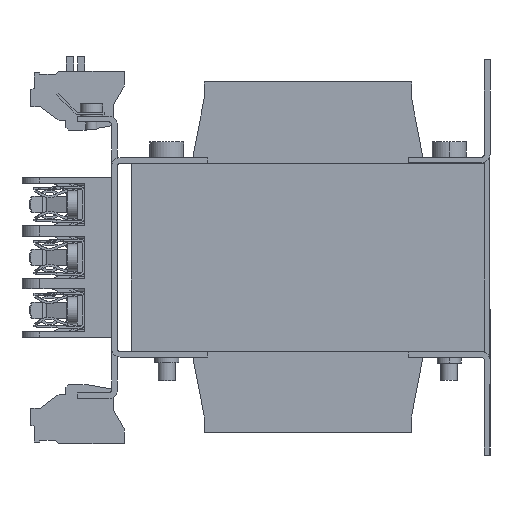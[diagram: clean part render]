
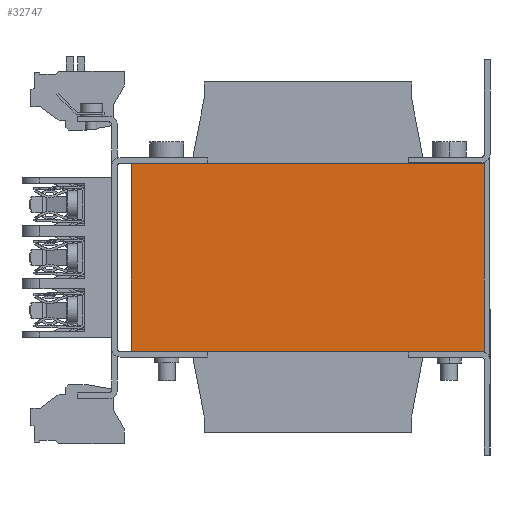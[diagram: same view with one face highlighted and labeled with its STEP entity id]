
A CAD part, left-side view. The second image highlights one B-rep face of the part: STEP entity #32747.
In plain terms, the highlighted planar face has unit normal (-1, 0, 0).
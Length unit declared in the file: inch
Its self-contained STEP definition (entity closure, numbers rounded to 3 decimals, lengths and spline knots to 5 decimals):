
#542 = CARTESIAN_POINT ( 'NONE',  ( -2.95276, 0., 1.30906 ) ) ;
#639 = ORIENTED_EDGE ( 'NONE', *, *, #31957, .T. ) ;
#2487 = LINE ( 'NONE', #53353, #48544 ) ;
#3931 = VERTEX_POINT ( 'NONE', #15501 ) ;
#3941 = CARTESIAN_POINT ( 'NONE',  ( -2.95276, 2.46067, -1.30906 ) ) ;
#4227 = AXIS2_PLACEMENT_3D ( 'NONE', #542, #16943, #34443 ) ;
#6658 = VECTOR ( 'NONE', #16611, 39.37008 ) ;
#7655 = CARTESIAN_POINT ( 'NONE',  ( -2.95276, 0., 1.30906 ) ) ;
#8346 = FACE_OUTER_BOUND ( 'NONE', #40654, .T. ) ;
#8764 = VECTOR ( 'NONE', #48025, 39.37008 ) ;
#11355 = LINE ( 'NONE', #32736, #6658 ) ;
#15501 = CARTESIAN_POINT ( 'NONE',  ( -2.95276, -2.46063, 1.30906 ) ) ;
#15706 = DIRECTION ( 'NONE',  ( 0., -1., 0. ) ) ;
#16611 = DIRECTION ( 'NONE',  ( 0., -1., 0. ) ) ;
#16943 = DIRECTION ( 'NONE',  ( 1., 0., 0. ) ) ;
#18874 = EDGE_CURVE ( 'NONE', #52837, #3931, #19863, .T. ) ;
#19863 = LINE ( 'NONE', #7655, #49716 ) ;
#22775 = CARTESIAN_POINT ( 'NONE',  ( -2.95276, 2.46067, 1.30906 ) ) ;
#24291 = ORIENTED_EDGE ( 'NONE', *, *, #34895, .T. ) ;
#24765 = ORIENTED_EDGE ( 'NONE', *, *, #18874, .F. ) ;
#31957 = EDGE_CURVE ( 'NONE', #38049, #3931, #2487, .T. ) ;
#32483 = DIRECTION ( 'NONE',  ( 0., 0., 1. ) ) ;
#32736 = CARTESIAN_POINT ( 'NONE',  ( -2.95276, 0., -1.30906 ) ) ;
#32747 = ADVANCED_FACE ( 'NONE', ( #8346 ), #42789, .F. ) ;
#34443 = DIRECTION ( 'NONE',  ( 0., 0., -1. ) ) ;
#34895 = EDGE_CURVE ( 'NONE', #50095, #38049, #11355, .T. ) ;
#34989 = ORIENTED_EDGE ( 'NONE', *, *, #50733, .F. ) ;
#38049 = VERTEX_POINT ( 'NONE', #46895 ) ;
#40654 = EDGE_LOOP ( 'NONE', ( #639, #24765, #34989, #24291 ) ) ;
#42789 = PLANE ( 'NONE',  #4227 ) ;
#43038 = CARTESIAN_POINT ( 'NONE',  ( -2.95276, 2.46067, 1.30906 ) ) ;
#44139 = LINE ( 'NONE', #43038, #8764 ) ;
#46895 = CARTESIAN_POINT ( 'NONE',  ( -2.95276, -2.46063, -1.30906 ) ) ;
#48025 = DIRECTION ( 'NONE',  ( 0., 0., 1. ) ) ;
#48544 = VECTOR ( 'NONE', #32483, 39.37008 ) ;
#49716 = VECTOR ( 'NONE', #15706, 39.37008 ) ;
#50095 = VERTEX_POINT ( 'NONE', #3941 ) ;
#50733 = EDGE_CURVE ( 'NONE', #50095, #52837, #44139, .T. ) ;
#52837 = VERTEX_POINT ( 'NONE', #22775 ) ;
#53353 = CARTESIAN_POINT ( 'NONE',  ( -2.95276, -2.46063, 1.30906 ) ) ;
